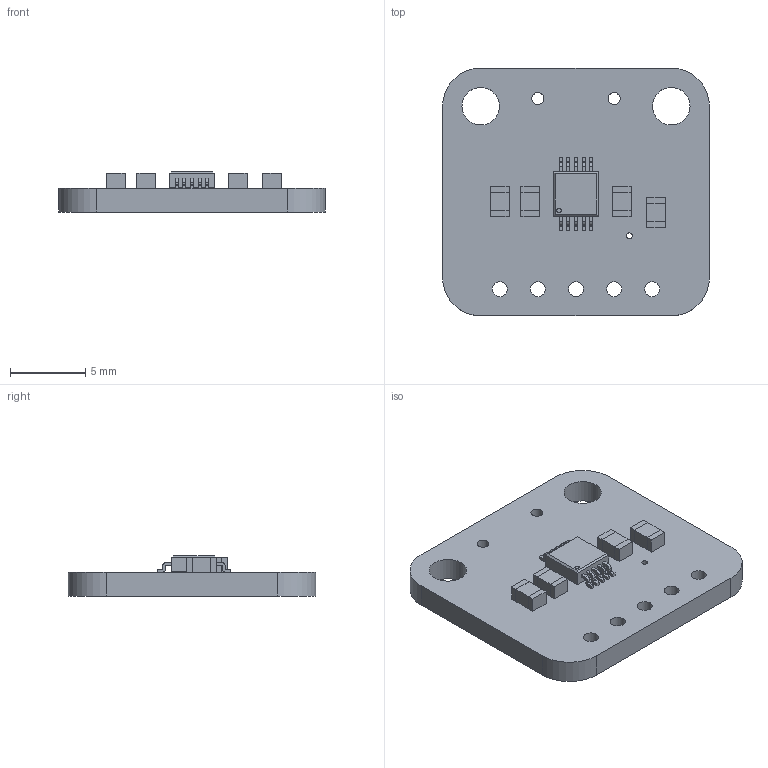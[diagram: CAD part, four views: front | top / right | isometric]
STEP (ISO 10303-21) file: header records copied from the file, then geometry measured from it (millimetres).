
FILE_DESCRIPTION(/* description */ (''),/* implementation_level */ '2;1');
FILE_NAME(/* name */ 'Adafruit DRV2605L.step',/* time_stamp */ '2020-04-29T08:54:07-04:00',/* author */ (''),/* organization */ (''),/* preprocessor_version */ 'ST-DEVELOPER v18.1',/* originating_system */ 'Autodesk Translation Framework v9.2.0.1227',/* authorisation */ '');
FILE_SCHEMA (('AUTOMOTIVE_DESIGN { 1 0 10303 214 3 1 1 }'));
Length unit declared in the file: millimetre
Products named in the file (5): Adafruit DRV2605L; PCB Component; Board; DRV2605LDGS; 1uF
Assembly tree (7 placements, depth 3):
  Adafruit DRV2605L
    PCB Component
      Board
      DRV2605LDGS
      1uF  x4
Bounding box: 17.78 x 16.51 x 2.67 mm (x, y, z)
Volume: 448.2 mm3; surface area: 795.6 mm2
Topology: 6 solids, 6 shells, 220 faces, 588 edges, 391 vertices
Faces by surface type: plane 163, cylinder 57
Full cylindrical faces by diameter (mm): 0.3 x1, 0.394 x2, 0.4 x1, 0.8 x2, 1 x5, 2.5 x2
Entity records: 6015 total; most frequent: CARTESIAN_POINT 989, DIRECTION 975, ORIENTED_EDGE 960, EDGE_CURVE 480, LINE 365, VECTOR 365, VERTEX_POINT 319, AXIS2_PLACEMENT_3D 305
